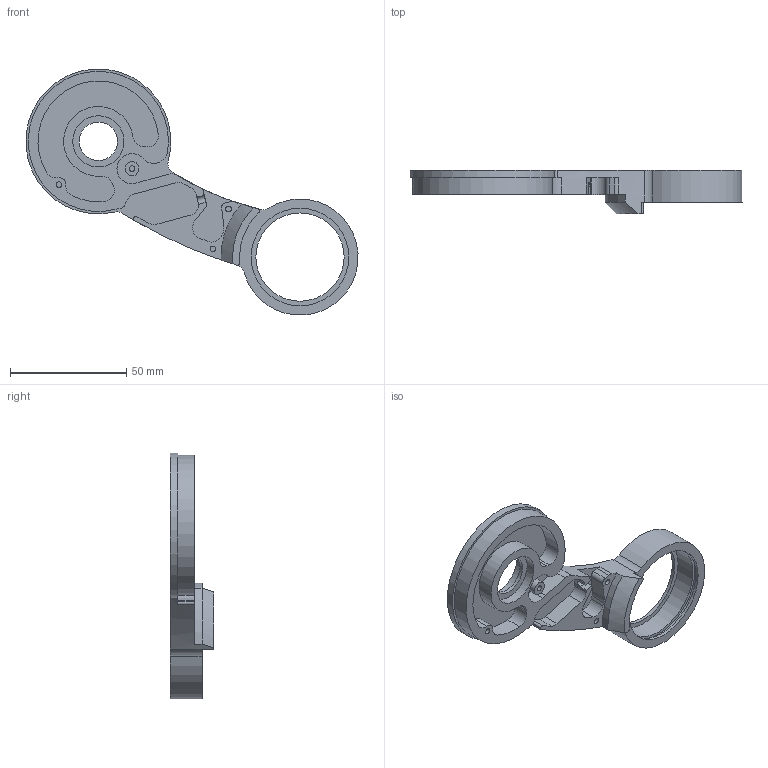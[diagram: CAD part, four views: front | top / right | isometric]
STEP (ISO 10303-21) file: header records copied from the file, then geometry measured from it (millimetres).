
FILE_DESCRIPTION(/* description */ (''),/* implementation_level */ '2;1');
FILE_NAME(/* name */ 'Left Arm Short.step',/* time_stamp */ '2024-08-27T08:48:43-07:00',/* author */ (''),/* organization */ (''),/* preprocessor_version */ 'ST-DEVELOPER v20',/* originating_system */ 'Autodesk Translation Framework v12.14.0.127',/* authorisation */ '');
FILE_SCHEMA (('AUTOMOTIVE_DESIGN { 1 0 10303 214 3 1 1 }'));
Length unit declared in the file: millimetre
Products named in the file (1): Short Arm L v1
Bounding box: 142.88 x 18.69 x 105.83 mm (x, y, z)
Volume: 35206.7 mm3; surface area: 20717 mm2
Topology: 1 solids, 1 shells, 91 faces, 234 edges, 156 vertices
Faces by surface type: cylinder 56, plane 34, cone 1
Full cylindrical faces by diameter (mm): 2.4 x4, 6 x1, 16.5 x1, 22.05 x2, 38 x1, 42.05 x2, 44.5 x1
Entity records: 2882 total; most frequent: DIRECTION 536, CARTESIAN_POINT 493, ORIENTED_EDGE 468, EDGE_CURVE 234, AXIS2_PLACEMENT_3D 213, VERTEX_POINT 156, CIRCLE 120, LINE 110
